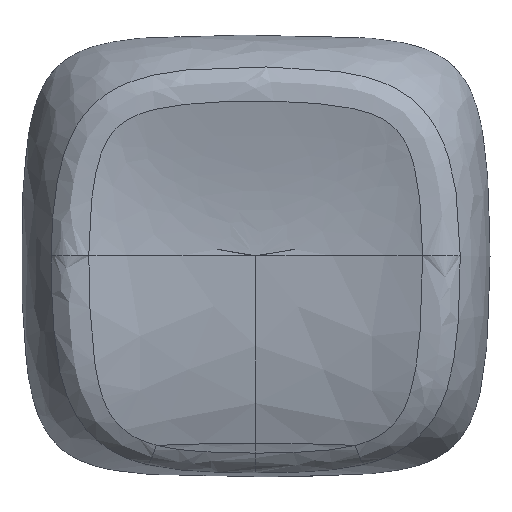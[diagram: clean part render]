
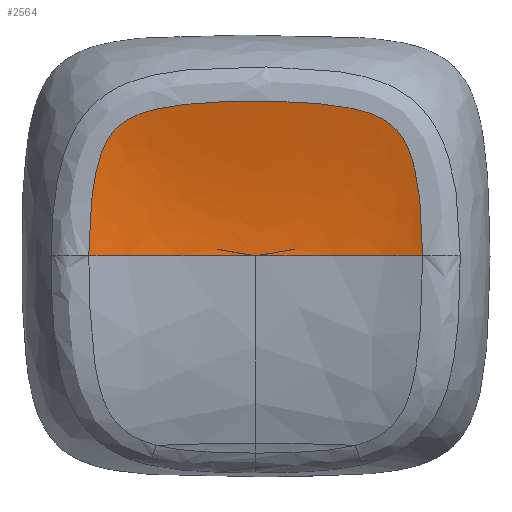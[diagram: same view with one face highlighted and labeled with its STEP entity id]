
A CAD part, top view. The second image highlights one B-rep face of the part: STEP entity #2564.
In plain terms, the highlighted free-form (B-spline) face has degree [3, 3] with [10, 5] control points.
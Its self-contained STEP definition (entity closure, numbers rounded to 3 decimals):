
#41=(
BOUNDED_CURVE()
B_SPLINE_CURVE(5,(#10320,#10321,#10322,#10323,#10324,#10325,#10326,#10327,
#10328,#10329),.UNSPECIFIED.,.F.,.F.)
B_SPLINE_CURVE_WITH_KNOTS((6,1,1,1,1,6),(0.183,0.2,0.4,0.6,
0.8,1.),.UNSPECIFIED.)
CURVE()
GEOMETRIC_REPRESENTATION_ITEM()
RATIONAL_B_SPLINE_CURVE((1.,1.,1.,1.,1.,1.,1.,1.,1.,1.))
REPRESENTATION_ITEM('')
);
#42=(
BOUNDED_CURVE()
B_SPLINE_CURVE(5,(#10330,#10331,#10332,#10333,#10334,#10335,#10336,#10337,
#10338,#10339),.UNSPECIFIED.,.F.,.F.)
B_SPLINE_CURVE_WITH_KNOTS((6,1,1,1,1,6),(0.183,0.2,0.4,0.6,0.8,
1.),.UNSPECIFIED.)
CURVE()
GEOMETRIC_REPRESENTATION_ITEM()
RATIONAL_B_SPLINE_CURVE((1.,1.,1.,1.,1.,1.,1.,1.,1.,1.))
REPRESENTATION_ITEM('')
);
#257=FACE_OUTER_BOUND('',#413,.T.);
#413=EDGE_LOOP('',(#1960,#1961,#1962));
#829=B_SPLINE_CURVE_WITH_KNOTS('',3,(#10165,#10166,#10167,#10168,#10169,
#10170,#10171,#10172,#10173,#10174,#10175,#10176,#10177,#10178,#10179,#10180,
#10181,#10182,#10183,#10184,#10185,#10186,#10187),.UNSPECIFIED.,.F.,.F.,
(4,1,1,1,1,1,1,1,1,2,1,1,1,1,1,1,1,1,1,4),(-2.163,-1.947,
-1.839,-1.731,-1.677,-1.623,
-1.514,-1.406,-1.298,-1.082,
-0.865,-0.757,-0.649,-0.595,
-0.541,-0.433,-0.379,-0.325,
-0.216,0.),.UNSPECIFIED.);
#1081=VERTEX_POINT('',#10036);
#1082=VERTEX_POINT('',#10163);
#1084=VERTEX_POINT('',#10319);
#1422=EDGE_CURVE('',#1081,#1082,#829,.T.);
#1426=EDGE_CURVE('',#1081,#1084,#41,.T.);
#1427=EDGE_CURVE('',#1082,#1084,#42,.T.);
#1960=ORIENTED_EDGE('',*,*,#1422,.F.);
#1961=ORIENTED_EDGE('',*,*,#1426,.T.);
#1962=ORIENTED_EDGE('',*,*,#1427,.F.);
#2448=B_SPLINE_SURFACE_WITH_KNOTS('',3,3,((#10269,#10270,#10271,#10272,
#10273),(#10274,#10275,#10276,#10277,#10278),(#10279,#10280,#10281,#10282,
#10283),(#10284,#10285,#10286,#10287,#10288),(#10289,#10290,#10291,#10292,
#10293),(#10294,#10295,#10296,#10297,#10298),(#10299,#10300,#10301,#10302,
#10303),(#10304,#10305,#10306,#10307,#10308),(#10309,#10310,#10311,#10312,
#10313),(#10314,#10315,#10316,#10317,#10318)),.UNSPECIFIED.,.F.,.F.,.F.,
(4,1,1,1,1,1,1,4),(4,1,4),(0.,0.143,0.286,0.429,
0.571,0.714,0.857,1.),(0.104,
0.488,1.),.UNSPECIFIED.);
#2564=ADVANCED_FACE('',(#257),#2448,.F.);
#10036=CARTESIAN_POINT('',(-6.23,0.,5.526));
#10163=CARTESIAN_POINT('',(6.23,0.,5.526));
#10165=CARTESIAN_POINT('Ctrl Pts',(-6.23,0.,
5.526));
#10166=CARTESIAN_POINT('Ctrl Pts',(-6.23,0.705,
5.526));
#10167=CARTESIAN_POINT('Ctrl Pts',(-6.185,1.778,5.531));
#10168=CARTESIAN_POINT('Ctrl Pts',(-5.985,3.133,5.56));
#10169=CARTESIAN_POINT('Ctrl Pts',(-5.751,3.944,5.592));
#10170=CARTESIAN_POINT('Ctrl Pts',(-5.431,4.517,5.617));
#10171=CARTESIAN_POINT('Ctrl Pts',(-4.985,5.007,5.634));
#10172=CARTESIAN_POINT('Ctrl Pts',(-4.225,5.376,5.636));
#10173=CARTESIAN_POINT('Ctrl Pts',(-3.205,5.594,5.636));
#10174=CARTESIAN_POINT('Ctrl Pts',(-1.799,5.746,5.639));
#10175=CARTESIAN_POINT('Ctrl Pts',(-0.717,5.774,
5.641));
#10176=CARTESIAN_POINT('Ctrl Pts',(0.716,5.775,5.641));
#10177=CARTESIAN_POINT('Ctrl Pts',(1.799,5.745,5.639));
#10178=CARTESIAN_POINT('Ctrl Pts',(3.201,5.595,5.636));
#10179=CARTESIAN_POINT('Ctrl Pts',(4.06,5.41,5.636));
#10180=CARTESIAN_POINT('Ctrl Pts',(4.681,5.155,5.634));
#10181=CARTESIAN_POINT('Ctrl Pts',(5.242,4.79,5.628));
#10182=CARTESIAN_POINT('Ctrl Pts',(5.618,4.241,5.605));
#10183=CARTESIAN_POINT('Ctrl Pts',(5.844,3.616,5.579));
#10184=CARTESIAN_POINT('Ctrl Pts',(6.011,2.965,5.557));
#10185=CARTESIAN_POINT('Ctrl Pts',(6.185,1.775,5.531));
#10186=CARTESIAN_POINT('Ctrl Pts',(6.23,0.705,5.526));
#10187=CARTESIAN_POINT('Ctrl Pts',(6.23,0.,
5.526));
#10269=CARTESIAN_POINT('Ctrl Pts',(-6.576,0.,
5.641));
#10270=CARTESIAN_POINT('Ctrl Pts',(-6.032,0.,
5.451));
#10271=CARTESIAN_POINT('Ctrl Pts',(-4.589,0.,
5.038));
#10272=CARTESIAN_POINT('Ctrl Pts',(-2.158,0.,
4.8));
#10273=CARTESIAN_POINT('Ctrl Pts',(0.,0.,
4.8));
#10274=CARTESIAN_POINT('Ctrl Pts',(-6.576,1.212,5.641));
#10275=CARTESIAN_POINT('Ctrl Pts',(-6.033,1.038,5.451));
#10276=CARTESIAN_POINT('Ctrl Pts',(-4.589,0.634,
5.038));
#10277=CARTESIAN_POINT('Ctrl Pts',(-2.158,0.231,
4.8));
#10278=CARTESIAN_POINT('Ctrl Pts',(0.,0.,
4.8));
#10279=CARTESIAN_POINT('Ctrl Pts',(-6.361,3.601,5.641));
#10280=CARTESIAN_POINT('Ctrl Pts',(-5.838,3.108,5.451));
#10281=CARTESIAN_POINT('Ctrl Pts',(-4.366,1.871,5.038));
#10282=CARTESIAN_POINT('Ctrl Pts',(-1.982,0.627,
4.8));
#10283=CARTESIAN_POINT('Ctrl Pts',(0.,0.,
4.8));
#10284=CARTESIAN_POINT('Ctrl Pts',(-4.991,5.382,5.641));
#10285=CARTESIAN_POINT('Ctrl Pts',(-4.586,4.614,5.451));
#10286=CARTESIAN_POINT('Ctrl Pts',(-3.278,2.818,5.038));
#10287=CARTESIAN_POINT('Ctrl Pts',(-1.34,1.023,4.8));
#10288=CARTESIAN_POINT('Ctrl Pts',(0.,0.,
4.8));
#10289=CARTESIAN_POINT('Ctrl Pts',(-2.017,5.799,5.641));
#10290=CARTESIAN_POINT('Ctrl Pts',(-1.855,4.929,5.451));
#10291=CARTESIAN_POINT('Ctrl Pts',(-1.277,3.069,5.038));
#10292=CARTESIAN_POINT('Ctrl Pts',(-0.472,1.22,
4.8));
#10293=CARTESIAN_POINT('Ctrl Pts',(0.,0.,
4.8));
#10294=CARTESIAN_POINT('Ctrl Pts',(2.022,5.797,5.641));
#10295=CARTESIAN_POINT('Ctrl Pts',(1.86,4.927,5.451));
#10296=CARTESIAN_POINT('Ctrl Pts',(1.28,3.068,5.038));
#10297=CARTESIAN_POINT('Ctrl Pts',(0.472,1.22,4.8));
#10298=CARTESIAN_POINT('Ctrl Pts',(0.,0.,
4.8));
#10299=CARTESIAN_POINT('Ctrl Pts',(4.986,5.381,5.641));
#10300=CARTESIAN_POINT('Ctrl Pts',(4.582,4.613,5.451));
#10301=CARTESIAN_POINT('Ctrl Pts',(3.276,2.817,5.038));
#10302=CARTESIAN_POINT('Ctrl Pts',(1.34,1.023,4.8));
#10303=CARTESIAN_POINT('Ctrl Pts',(0.,0.,
4.8));
#10304=CARTESIAN_POINT('Ctrl Pts',(6.361,3.601,5.641));
#10305=CARTESIAN_POINT('Ctrl Pts',(5.838,3.108,5.451));
#10306=CARTESIAN_POINT('Ctrl Pts',(4.366,1.871,5.038));
#10307=CARTESIAN_POINT('Ctrl Pts',(1.982,0.627,4.8));
#10308=CARTESIAN_POINT('Ctrl Pts',(0.,0.,
4.8));
#10309=CARTESIAN_POINT('Ctrl Pts',(6.576,1.212,5.641));
#10310=CARTESIAN_POINT('Ctrl Pts',(6.033,1.038,5.451));
#10311=CARTESIAN_POINT('Ctrl Pts',(4.589,0.634,5.038));
#10312=CARTESIAN_POINT('Ctrl Pts',(2.158,0.231,4.8));
#10313=CARTESIAN_POINT('Ctrl Pts',(0.,0.,
4.8));
#10314=CARTESIAN_POINT('Ctrl Pts',(6.576,0.,
5.641));
#10315=CARTESIAN_POINT('Ctrl Pts',(6.032,0.,
5.451));
#10316=CARTESIAN_POINT('Ctrl Pts',(4.589,0.,
5.038));
#10317=CARTESIAN_POINT('Ctrl Pts',(2.158,0.,
4.8));
#10318=CARTESIAN_POINT('Ctrl Pts',(0.,0.,
4.8));
#10319=CARTESIAN_POINT('',(0.,0.,4.8));
#10320=CARTESIAN_POINT('Ctrl Pts',(-6.23,0.,
5.526));
#10321=CARTESIAN_POINT('Ctrl Pts',(-6.215,0.,
5.522));
#10322=CARTESIAN_POINT('Ctrl Pts',(-6.016,0.,
5.46));
#10323=CARTESIAN_POINT('Ctrl Pts',(-5.617,0.,
5.344));
#10324=CARTESIAN_POINT('Ctrl Pts',(-4.967,0.,
5.182));
#10325=CARTESIAN_POINT('Ctrl Pts',(-3.961,0.,
4.995));
#10326=CARTESIAN_POINT('Ctrl Pts',(-2.674,0.,
4.864));
#10327=CARTESIAN_POINT('Ctrl Pts',(-1.452,0.,
4.812));
#10328=CARTESIAN_POINT('Ctrl Pts',(-0.506,0.,
4.8));
#10329=CARTESIAN_POINT('Ctrl Pts',(0.,0.,
4.8));
#10330=CARTESIAN_POINT('Ctrl Pts',(6.23,0.,
5.526));
#10331=CARTESIAN_POINT('Ctrl Pts',(6.215,0.,
5.522));
#10332=CARTESIAN_POINT('Ctrl Pts',(6.016,0.,
5.46));
#10333=CARTESIAN_POINT('Ctrl Pts',(5.617,0.,
5.344));
#10334=CARTESIAN_POINT('Ctrl Pts',(4.967,0.,
5.182));
#10335=CARTESIAN_POINT('Ctrl Pts',(3.961,0.,
4.995));
#10336=CARTESIAN_POINT('Ctrl Pts',(2.674,0.,
4.864));
#10337=CARTESIAN_POINT('Ctrl Pts',(1.452,0.,
4.812));
#10338=CARTESIAN_POINT('Ctrl Pts',(0.506,0.,
4.8));
#10339=CARTESIAN_POINT('Ctrl Pts',(0.,0.,4.8));
